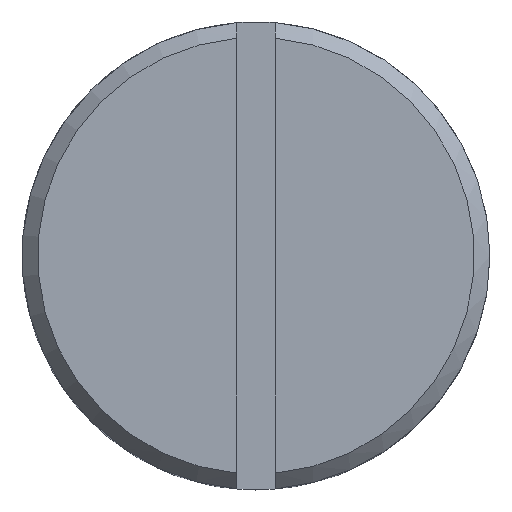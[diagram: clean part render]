
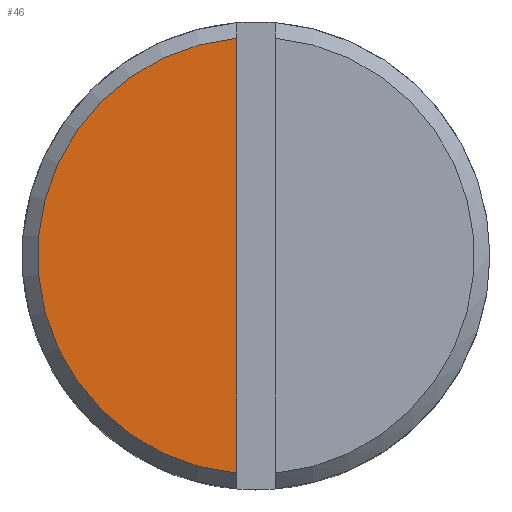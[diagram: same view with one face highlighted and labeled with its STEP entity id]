
A CAD part, top view. The second image highlights one B-rep face of the part: STEP entity #46.
In plain terms, the highlighted planar face has unit normal (0, 0, 1).
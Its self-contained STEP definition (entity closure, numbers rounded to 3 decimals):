
#46 = ADVANCED_FACE( '', ( #96 ), #97, .T. );
#96 = FACE_OUTER_BOUND( '', #151, .T. );
#97 = PLANE( '', #152 );
#151 = EDGE_LOOP( '', ( #219, #220 ) );
#152 = AXIS2_PLACEMENT_3D( '', #221, #222, #223 );
#219 = ORIENTED_EDGE( '', *, *, #309, .T. );
#220 = ORIENTED_EDGE( '', *, *, #299, .T. );
#221 = CARTESIAN_POINT( '', ( 0., 0., 9.8 ) );
#222 = DIRECTION( '', ( 0., 0., 1. ) );
#223 = DIRECTION( '', ( 1., 0., 0. ) );
#299 = EDGE_CURVE( '', #339, #343, #345, .T. );
#309 = EDGE_CURVE( '', #343, #339, #359, .T. );
#339 = VERTEX_POINT( '', #401 );
#343 = VERTEX_POINT( '', #408 );
#345 = CIRCLE( '', #413, 2.8 );
#359 = LINE( '', #431, #432 );
#401 = CARTESIAN_POINT( '', ( -0.25, 2.789, 9.8 ) );
#408 = CARTESIAN_POINT( '', ( -0.25, -2.789, 9.8 ) );
#413 = AXIS2_PLACEMENT_3D( '', #469, #470, #471 );
#431 = CARTESIAN_POINT( '', ( -0.25, -10., 9.8 ) );
#432 = VECTOR( '', #482, 1000. );
#469 = CARTESIAN_POINT( '', ( 0., 0., 9.8 ) );
#470 = DIRECTION( '', ( 0., 0., 1. ) );
#471 = DIRECTION( '', ( 1., 0., 0. ) );
#482 = DIRECTION( '', ( 0., 1., 0. ) );
